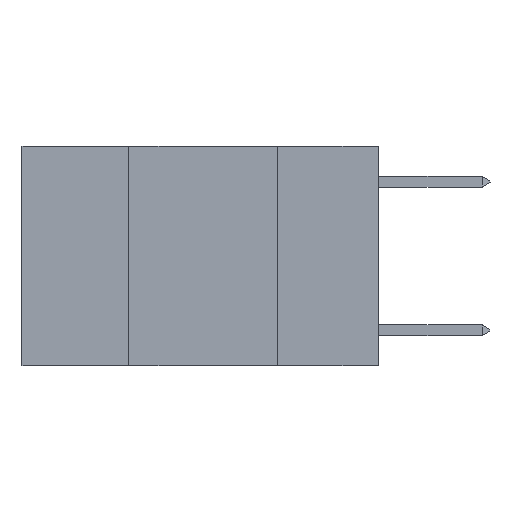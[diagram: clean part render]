
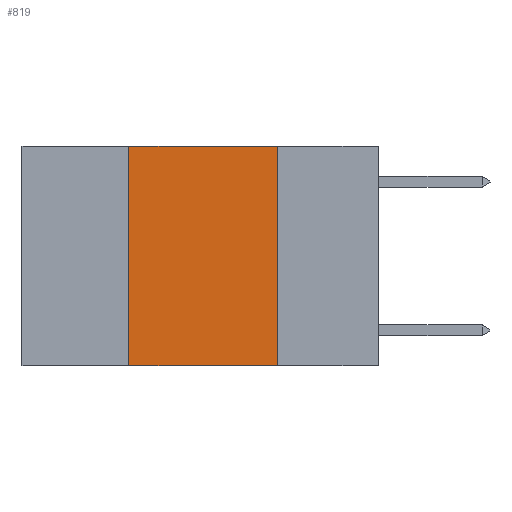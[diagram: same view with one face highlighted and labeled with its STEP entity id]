
A CAD part, left-side view. The second image highlights one B-rep face of the part: STEP entity #819.
In plain terms, the highlighted planar face has unit normal (-1, 0, 0).
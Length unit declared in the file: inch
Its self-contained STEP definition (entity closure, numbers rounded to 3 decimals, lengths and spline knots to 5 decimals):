
#270 = LINE ( 'NONE', #5893, #4889 ) ;
#484 = VERTEX_POINT ( 'NONE', #8155 ) ;
#819 = ADVANCED_FACE ( 'NONE', ( #10106 ), #3890, .F. ) ;
#918 = DIRECTION ( 'NONE',  ( 0., 0., -1. ) ) ;
#2080 = VECTOR ( 'NONE', #8461, 39.37008 ) ;
#2496 = CARTESIAN_POINT ( 'NONE',  ( 0., 0.42, 0. ) ) ;
#3058 = VERTEX_POINT ( 'NONE', #2496 ) ;
#3072 = CARTESIAN_POINT ( 'NONE',  ( 0., 0.6, 0. ) ) ;
#3369 = VERTEX_POINT ( 'NONE', #7239 ) ;
#3569 = VECTOR ( 'NONE', #10629, 39.37008 ) ;
#3777 = CARTESIAN_POINT ( 'NONE',  ( 0., 0.17, 0. ) ) ;
#3890 = PLANE ( 'NONE',  #7760 ) ;
#3899 = DIRECTION ( 'NONE',  ( 0., -1., 0. ) ) ;
#4176 = CARTESIAN_POINT ( 'NONE',  ( 0., 0.6, 0. ) ) ;
#4380 = CARTESIAN_POINT ( 'NONE',  ( 0., 0.6, -0.37 ) ) ;
#4798 = VERTEX_POINT ( 'NONE', #3777 ) ;
#4889 = VECTOR ( 'NONE', #918, 39.37008 ) ;
#5313 = EDGE_LOOP ( 'NONE', ( #9652, #9771, #9962, #10014 ) ) ;
#5893 = CARTESIAN_POINT ( 'NONE',  ( 0., 0.17, 0. ) ) ;
#6139 = LINE ( 'NONE', #9790, #3569 ) ;
#6383 = LINE ( 'NONE', #4380, #2080 ) ;
#6413 = LINE ( 'NONE', #3072, #10752 ) ;
#7239 = CARTESIAN_POINT ( 'NONE',  ( 0., 0.42, -0.37 ) ) ;
#7760 = AXIS2_PLACEMENT_3D ( 'NONE', #4176, #9900, #11073 ) ;
#8155 = CARTESIAN_POINT ( 'NONE',  ( 0., 0.17, -0.37 ) ) ;
#8461 = DIRECTION ( 'NONE',  ( 0., -1., 0. ) ) ;
#9323 = EDGE_CURVE ( 'NONE', #3058, #4798, #6413, .T. ) ;
#9652 = ORIENTED_EDGE ( 'NONE', *, *, #10652, .F. ) ;
#9771 = ORIENTED_EDGE ( 'NONE', *, *, #9323, .F. ) ;
#9790 = CARTESIAN_POINT ( 'NONE',  ( 0., 0.42, 0. ) ) ;
#9900 = DIRECTION ( 'NONE',  ( 1., 0., 0. ) ) ;
#9962 = ORIENTED_EDGE ( 'NONE', *, *, #10023, .F. ) ;
#10014 = ORIENTED_EDGE ( 'NONE', *, *, #10284, .T. ) ;
#10023 = EDGE_CURVE ( 'NONE', #3369, #3058, #6139, .T. ) ;
#10106 = FACE_OUTER_BOUND ( 'NONE', #5313, .T. ) ;
#10284 = EDGE_CURVE ( 'NONE', #3369, #484, #6383, .T. ) ;
#10629 = DIRECTION ( 'NONE',  ( 0., 0., 1. ) ) ;
#10652 = EDGE_CURVE ( 'NONE', #4798, #484, #270, .T. ) ;
#10752 = VECTOR ( 'NONE', #3899, 39.37008 ) ;
#11073 = DIRECTION ( 'NONE',  ( 0., 0., -1. ) ) ;
